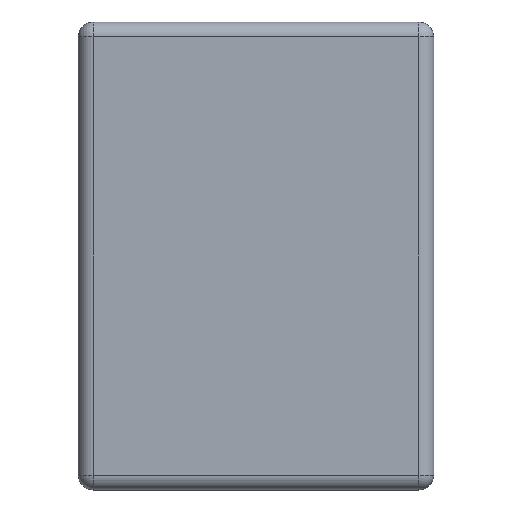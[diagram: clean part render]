
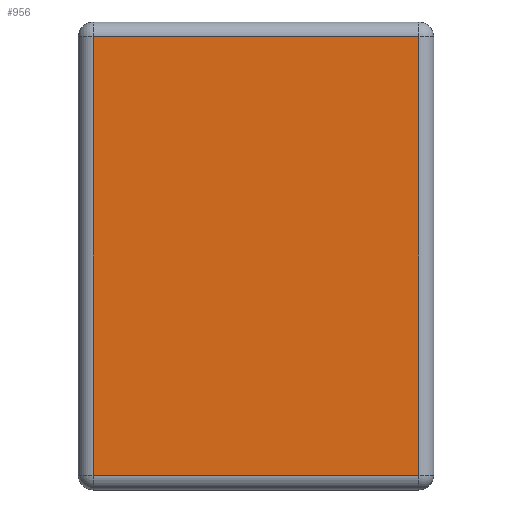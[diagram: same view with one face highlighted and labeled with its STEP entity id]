
A CAD part, left-side view. The second image highlights one B-rep face of the part: STEP entity #956.
In plain terms, the highlighted planar face has unit normal (-1, 0, 0).
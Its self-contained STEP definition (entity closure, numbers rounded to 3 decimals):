
#11 = DIRECTION ( 'NONE',  ( 0., 0., -1. ) ) ;
#46 = VERTEX_POINT ( 'NONE', #297 ) ;
#66 = EDGE_CURVE ( 'NONE', #835, #46, #882, .T. ) ;
#81 = CARTESIAN_POINT ( 'NONE',  ( -1.6, 1.82, 1.17 ) ) ;
#112 = PLANE ( 'NONE',  #530 ) ;
#196 = DIRECTION ( 'NONE',  ( 0., 1., 0. ) ) ;
#219 = CARTESIAN_POINT ( 'NONE',  ( -1.6, 1.9, -1.25 ) ) ;
#297 = CARTESIAN_POINT ( 'NONE',  ( -1.6, 1.82, -1.17 ) ) ;
#340 = CARTESIAN_POINT ( 'NONE',  ( -1.6, 1.9, -1.17 ) ) ;
#345 = VERTEX_POINT ( 'NONE', #1185 ) ;
#362 = DIRECTION ( 'NONE',  ( 0., -1., 0. ) ) ;
#370 = CARTESIAN_POINT ( 'NONE',  ( -1.6, 0.08, -1.25 ) ) ;
#417 = FACE_OUTER_BOUND ( 'NONE', #576, .T. ) ;
#454 = VECTOR ( 'NONE', #196, 1000. ) ;
#455 = EDGE_CURVE ( 'NONE', #46, #345, #1086, .T. ) ;
#503 = ORIENTED_EDGE ( 'NONE', *, *, #66, .T. ) ;
#530 = AXIS2_PLACEMENT_3D ( 'NONE', #219, #609, #11 ) ;
#576 = EDGE_LOOP ( 'NONE', ( #503, #1183, #928, #601 ) ) ;
#601 = ORIENTED_EDGE ( 'NONE', *, *, #846, .T. ) ;
#609 = DIRECTION ( 'NONE',  ( 1., 0., 0. ) ) ;
#638 = VECTOR ( 'NONE', #362, 1000. ) ;
#696 = VECTOR ( 'NONE', #1150, 1000. ) ;
#710 = CARTESIAN_POINT ( 'NONE',  ( -1.6, 0.08, 1.17 ) ) ;
#835 = VERTEX_POINT ( 'NONE', #81 ) ;
#846 = EDGE_CURVE ( 'NONE', #982, #835, #1172, .T. ) ;
#882 = LINE ( 'NONE', #1182, #1232 ) ;
#928 = ORIENTED_EDGE ( 'NONE', *, *, #1239, .T. ) ;
#956 = ADVANCED_FACE ( 'NONE', ( #417 ), #112, .F. ) ;
#982 = VERTEX_POINT ( 'NONE', #710 ) ;
#1067 = CARTESIAN_POINT ( 'NONE',  ( -1.6, 1.9, 1.17 ) ) ;
#1086 = LINE ( 'NONE', #340, #638 ) ;
#1103 = LINE ( 'NONE', #370, #696 ) ;
#1150 = DIRECTION ( 'NONE',  ( 0., 0., 1. ) ) ;
#1170 = DIRECTION ( 'NONE',  ( 0., 0., -1. ) ) ;
#1172 = LINE ( 'NONE', #1067, #454 ) ;
#1182 = CARTESIAN_POINT ( 'NONE',  ( -1.6, 1.82, -1.25 ) ) ;
#1183 = ORIENTED_EDGE ( 'NONE', *, *, #455, .T. ) ;
#1185 = CARTESIAN_POINT ( 'NONE',  ( -1.6, 0.08, -1.17 ) ) ;
#1232 = VECTOR ( 'NONE', #1170, 1000. ) ;
#1239 = EDGE_CURVE ( 'NONE', #345, #982, #1103, .T. ) ;
